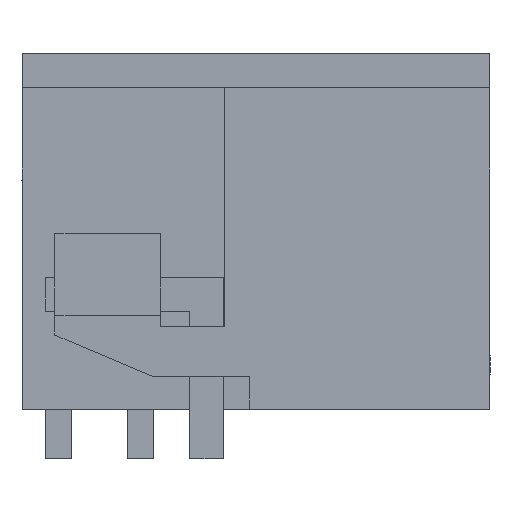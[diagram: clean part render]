
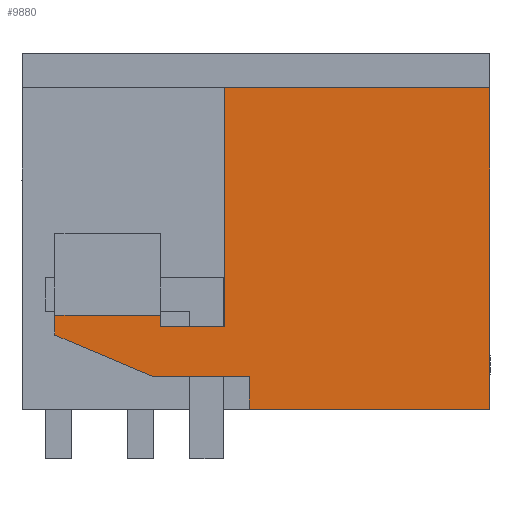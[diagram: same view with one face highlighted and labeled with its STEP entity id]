
A CAD part, left-side view. The second image highlights one B-rep face of the part: STEP entity #9880.
In plain terms, the highlighted planar face has unit normal (-1, 0, 0).
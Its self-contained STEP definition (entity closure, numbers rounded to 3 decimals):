
#9818=AXIS2_PLACEMENT_3D('Plane Axis2P3D',#9815,#9816,#9817) ;
#5118=CARTESIAN_POINT('Vertex',(0.,0.,11.25)) ;
#5121=CARTESIAN_POINT('Line Origine',(0.,0.,6.375)) ;
#5125=CARTESIAN_POINT('Vertex',(0.,0.,1.5)) ;
#9323=CARTESIAN_POINT('Line Origine',(0.,3.65,1.5)) ;
#9327=CARTESIAN_POINT('Vertex',(0.,7.3,1.5)) ;
#9468=CARTESIAN_POINT('Vertex',(0.,8.05,11.25)) ;
#9471=CARTESIAN_POINT('Line Origine',(0.,4.025,11.25)) ;
#9800=CARTESIAN_POINT('Vertex',(0.,7.3,2.497)) ;
#9803=CARTESIAN_POINT('Line Origine',(0.,7.3,1.998)) ;
#9815=CARTESIAN_POINT('Axis2P3D Location',(0.,0.,11.25)) ;
#9820=CARTESIAN_POINT('Line Origine',(0.,8.05,7.625)) ;
#9824=CARTESIAN_POINT('Vertex',(0.,8.05,4.)) ;
#9827=CARTESIAN_POINT('Line Origine',(0.,9.025,4.)) ;
#9831=CARTESIAN_POINT('Vertex',(0.,10.,4.)) ;
#9834=CARTESIAN_POINT('Line Origine',(0.,10.,4.175)) ;
#9838=CARTESIAN_POINT('Vertex',(0.,10.,4.35)) ;
#9841=CARTESIAN_POINT('Line Origine',(0.,11.6,4.35)) ;
#9845=CARTESIAN_POINT('Vertex',(0.,13.2,4.35)) ;
#9848=CARTESIAN_POINT('Line Origine',(0.,13.2,4.05)) ;
#9852=CARTESIAN_POINT('Vertex',(0.,13.2,3.75)) ;
#9855=CARTESIAN_POINT('Line Origine',(0.,11.721,3.123)) ;
#9859=CARTESIAN_POINT('Vertex',(0.,10.242,2.497)) ;
#9862=CARTESIAN_POINT('Line Origine',(0.,8.771,2.497)) ;
#5122=DIRECTION('Vector Direction',(0.,0.,-1.)) ;
#9324=DIRECTION('Vector Direction',(0.,1.,0.)) ;
#9472=DIRECTION('Vector Direction',(0.,1.,0.)) ;
#9804=DIRECTION('Vector Direction',(0.,0.,-1.)) ;
#9816=DIRECTION('Axis2P3D Direction',(1.,0.,0.)) ;
#9817=DIRECTION('Axis2P3D XDirection',(0.,0.,-1.)) ;
#9821=DIRECTION('Vector Direction',(0.,0.,1.)) ;
#9828=DIRECTION('Vector Direction',(0.,-1.,0.)) ;
#9835=DIRECTION('Vector Direction',(0.,0.,1.)) ;
#9842=DIRECTION('Vector Direction',(0.,1.,0.)) ;
#9849=DIRECTION('Vector Direction',(0.,0.,-1.)) ;
#9856=DIRECTION('Vector Direction',(0.,0.921,0.39)) ;
#9863=DIRECTION('Vector Direction',(0.,-1.,0.)) ;
#5123=VECTOR('Line Direction',#5122,1.) ;
#9325=VECTOR('Line Direction',#9324,1.) ;
#9473=VECTOR('Line Direction',#9472,1.) ;
#9805=VECTOR('Line Direction',#9804,1.) ;
#9822=VECTOR('Line Direction',#9821,1.) ;
#9829=VECTOR('Line Direction',#9828,1.) ;
#9836=VECTOR('Line Direction',#9835,1.) ;
#9843=VECTOR('Line Direction',#9842,1.) ;
#9850=VECTOR('Line Direction',#9849,1.) ;
#9857=VECTOR('Line Direction',#9856,1.) ;
#9864=VECTOR('Line Direction',#9863,1.) ;
#9868=ORIENTED_EDGE('',*,*,#9826,.F.) ;
#9869=ORIENTED_EDGE('',*,*,#9833,.F.) ;
#9870=ORIENTED_EDGE('',*,*,#9840,.F.) ;
#9871=ORIENTED_EDGE('',*,*,#9847,.F.) ;
#9872=ORIENTED_EDGE('',*,*,#9854,.F.) ;
#9873=ORIENTED_EDGE('',*,*,#9861,.F.) ;
#9874=ORIENTED_EDGE('',*,*,#9866,.F.) ;
#9875=ORIENTED_EDGE('',*,*,#9807,.F.) ;
#9876=ORIENTED_EDGE('',*,*,#9329,.F.) ;
#9877=ORIENTED_EDGE('',*,*,#5127,.F.) ;
#9878=ORIENTED_EDGE('',*,*,#9475,.T.) ;
#9880=ADVANCED_FACE('HOUSING',(#9879),#9819,.F.) ;
#5127=EDGE_CURVE('',#5119,#5126,#5124,.T.) ;
#9329=EDGE_CURVE('',#5126,#9328,#9326,.T.) ;
#9475=EDGE_CURVE('',#5119,#9469,#9474,.T.) ;
#9807=EDGE_CURVE('',#9328,#9801,#9806,.F.) ;
#9826=EDGE_CURVE('',#9825,#9469,#9823,.T.) ;
#9833=EDGE_CURVE('',#9832,#9825,#9830,.T.) ;
#9840=EDGE_CURVE('',#9839,#9832,#9837,.F.) ;
#9847=EDGE_CURVE('',#9846,#9839,#9844,.F.) ;
#9854=EDGE_CURVE('',#9853,#9846,#9851,.F.) ;
#9861=EDGE_CURVE('',#9860,#9853,#9858,.T.) ;
#9866=EDGE_CURVE('',#9801,#9860,#9865,.F.) ;
#9867=EDGE_LOOP('',(#9868,#9869,#9870,#9871,#9872,#9873,#9874,#9875,#9876,#9877,#9878)) ;
#9879=FACE_OUTER_BOUND('',#9867,.T.) ;
#5124=LINE('Line',#5121,#5123) ;
#9326=LINE('Line',#9323,#9325) ;
#9474=LINE('Line',#9471,#9473) ;
#9806=LINE('Line',#9803,#9805) ;
#9823=LINE('Line',#9820,#9822) ;
#9830=LINE('Line',#9827,#9829) ;
#9837=LINE('Line',#9834,#9836) ;
#9844=LINE('Line',#9841,#9843) ;
#9851=LINE('Line',#9848,#9850) ;
#9858=LINE('Line',#9855,#9857) ;
#9865=LINE('Line',#9862,#9864) ;
#9819=PLANE('',#9818) ;
#5119=VERTEX_POINT('',#5118) ;
#5126=VERTEX_POINT('',#5125) ;
#9328=VERTEX_POINT('',#9327) ;
#9469=VERTEX_POINT('',#9468) ;
#9801=VERTEX_POINT('',#9800) ;
#9825=VERTEX_POINT('',#9824) ;
#9832=VERTEX_POINT('',#9831) ;
#9839=VERTEX_POINT('',#9838) ;
#9846=VERTEX_POINT('',#9845) ;
#9853=VERTEX_POINT('',#9852) ;
#9860=VERTEX_POINT('',#9859) ;
